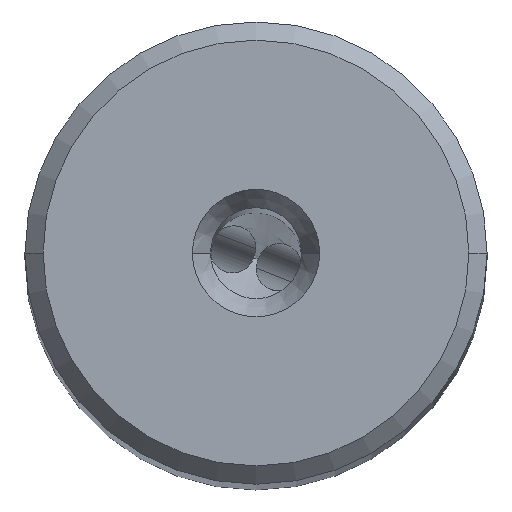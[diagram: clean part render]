
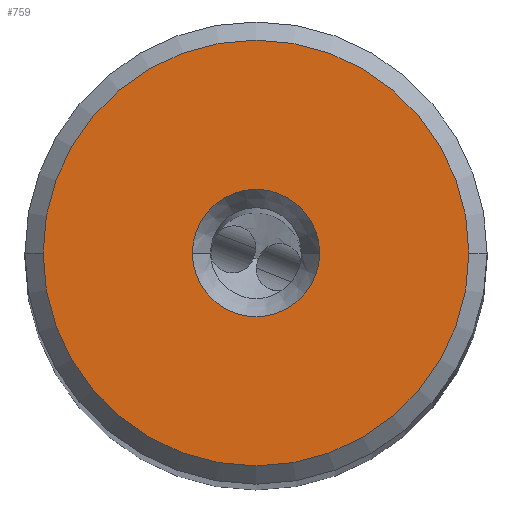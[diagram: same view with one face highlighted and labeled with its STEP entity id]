
A CAD part, top view. The second image highlights one B-rep face of the part: STEP entity #759.
In plain terms, the highlighted planar face has unit normal (0, 0, 1).
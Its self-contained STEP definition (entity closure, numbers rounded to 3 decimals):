
#759=ADVANCED_FACE('',(#961,#962),#927,.T.);
#927=PLANE('',#3396);
#961=FACE_BOUND('',#979,.T.);
#962=FACE_BOUND('',#980,.T.);
#979=EDGE_LOOP('',(#1156,#1157));
#980=EDGE_LOOP('',(#1158,#1159));
#1156=ORIENTED_EDGE('',*,*,#2495,.F.);
#1157=ORIENTED_EDGE('',*,*,#2496,.F.);
#1158=ORIENTED_EDGE('',*,*,#2497,.F.);
#1159=ORIENTED_EDGE('',*,*,#2498,.F.);
#2156=VERTEX_POINT('',#4756);
#2157=VERTEX_POINT('',#4757);
#2158=VERTEX_POINT('',#4760);
#2159=VERTEX_POINT('',#4761);
#2495=EDGE_CURVE('',#2156,#2157,#2995,.T.);
#2496=EDGE_CURVE('',#2157,#2156,#2996,.T.);
#2497=EDGE_CURVE('',#2158,#2159,#2997,.T.);
#2498=EDGE_CURVE('',#2159,#2158,#2998,.T.);
#2995=CIRCLE('',#3392,11.7);
#2996=CIRCLE('',#3393,11.7);
#2997=CIRCLE('',#3394,3.5);
#2998=CIRCLE('',#3395,3.5);
#3392=AXIS2_PLACEMENT_3D('',#4755,#3823,#3824);
#3393=AXIS2_PLACEMENT_3D('',#4758,#3825,#3826);
#3394=AXIS2_PLACEMENT_3D('',#4759,#3827,#3828);
#3395=AXIS2_PLACEMENT_3D('',#4762,#3829,#3830);
#3396=AXIS2_PLACEMENT_3D('',#4763,#3831,#3832);
#3823=DIRECTION('',(0.,0.,-1.));
#3824=DIRECTION('',(-1.,0.,0.));
#3825=DIRECTION('',(0.,0.,-1.));
#3826=DIRECTION('',(1.,0.,0.));
#3827=DIRECTION('',(0.,0.,1.));
#3828=DIRECTION('',(-1.,0.,0.));
#3829=DIRECTION('',(0.,0.,1.));
#3830=DIRECTION('',(1.,0.,0.));
#3831=DIRECTION('',(0.,0.,1.));
#3832=DIRECTION('',(1.,0.,0.));
#4755=CARTESIAN_POINT('',(0.,0.,0.));
#4756=CARTESIAN_POINT('',(-11.7,0.,0.));
#4757=CARTESIAN_POINT('',(11.7,0.,0.));
#4758=CARTESIAN_POINT('',(0.,0.,0.));
#4759=CARTESIAN_POINT('',(0.,0.,0.));
#4760=CARTESIAN_POINT('',(-3.5,0.,0.));
#4761=CARTESIAN_POINT('',(3.5,0.,0.));
#4762=CARTESIAN_POINT('',(0.,0.,0.));
#4763=CARTESIAN_POINT('',(0.,0.,0.));
